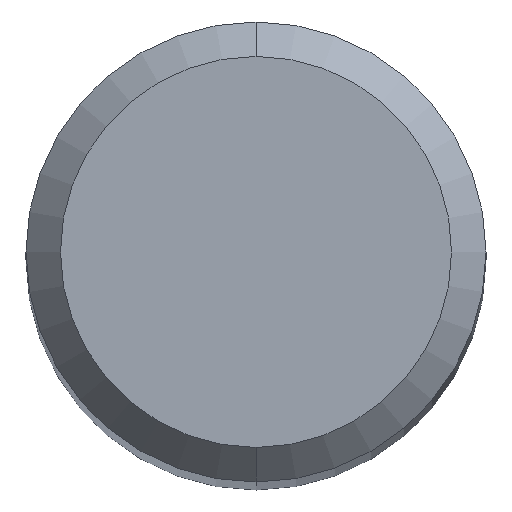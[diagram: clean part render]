
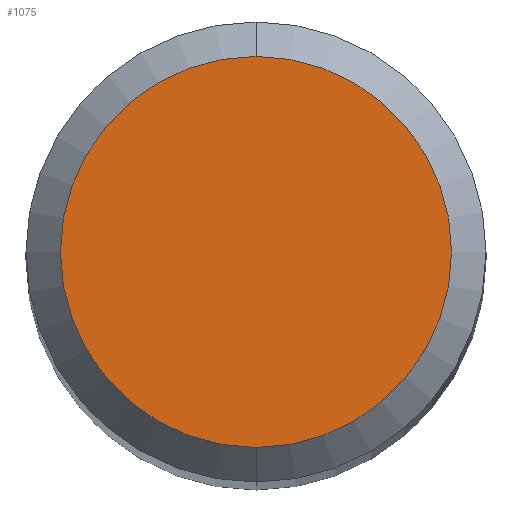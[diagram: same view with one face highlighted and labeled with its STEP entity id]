
A CAD part, top view. The second image highlights one B-rep face of the part: STEP entity #1075.
In plain terms, the highlighted planar face has unit normal (0, 0, 1).
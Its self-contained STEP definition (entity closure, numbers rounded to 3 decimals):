
#731=EDGE_CURVE('',#917,#1163,#1571,.T.);
#917=VERTEX_POINT('',#1778);
#1075=ADVANCED_FACE('',(#1950),#1951,.T.);
#1163=VERTEX_POINT('',#2045);
#1197=EDGE_CURVE('',#1163,#917,#2084,.T.);
#1571=CIRCLE('',#3521,1.7);
#1778=CARTESIAN_POINT('',(0.,-1.7,0.0));
#1950=FACE_OUTER_BOUND('',#4790,.T.);
#1951=PLANE('',#4791);
#2045=CARTESIAN_POINT('',(0.0,1.7,0.0));
#2084=CIRCLE('',#5213,1.7);
#3521=AXIS2_PLACEMENT_3D('',#5673,#5674,#5675);
#4790=EDGE_LOOP('',(#6151,#6152));
#4791=AXIS2_PLACEMENT_3D('',#6153,#6154,#6155);
#5213=AXIS2_PLACEMENT_3D('',#6303,#6304,#6305);
#5673=CARTESIAN_POINT('',(0.0,0.0,0.0));
#5674=DIRECTION('',(0.0,0.0,-1.0));
#5675=DIRECTION('',(0.0,1.0,0.0));
#6151=ORIENTED_EDGE('',*,*,#1197,.F.);
#6152=ORIENTED_EDGE('',*,*,#731,.F.);
#6153=CARTESIAN_POINT('',(0.0,0.85,0.0));
#6154=DIRECTION('',(-0.0,0.0,1.0));
#6155=DIRECTION('',(0.0,-1.0,0.0));
#6303=CARTESIAN_POINT('',(0.0,0.0,0.0));
#6304=DIRECTION('',(0.0,0.0,-1.0));
#6305=DIRECTION('',(0.0,1.0,0.0));
